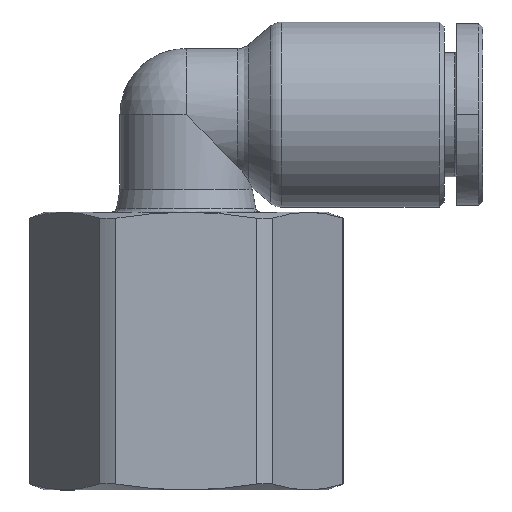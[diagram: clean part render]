
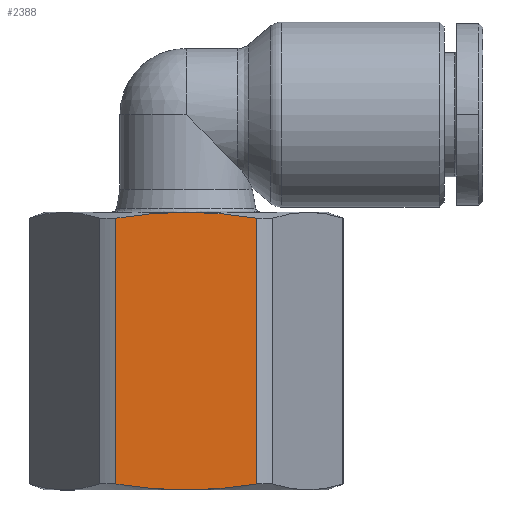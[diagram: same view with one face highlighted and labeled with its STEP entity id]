
A CAD part, front view. The second image highlights one B-rep face of the part: STEP entity #2388.
In plain terms, the highlighted planar face has unit normal (0, -1, 0).
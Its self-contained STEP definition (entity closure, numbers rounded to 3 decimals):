
#1904=CARTESIAN_POINT('',(-1.257,-8.5,-22.336));
#1905=VERTEX_POINT('',#1904);
#1921=CARTESIAN_POINT('',(-1.257,-8.5,-6.264));
#1922=VERTEX_POINT('',#1921);
#1930=CARTESIAN_POINT('',(-1.257,-8.5,-22.336));
#1931=DIRECTION('',(0.0,0.0,1.0));
#1932=VECTOR('',#1931,16.072);
#1933=LINE('',#1930,#1932);
#1934=EDGE_CURVE('',#1905,#1922,#1933,.T.);
#1944=CARTESIAN_POINT('',(-9.743,-8.5,-22.336));
#1945=VERTEX_POINT('',#1944);
#1955=CARTESIAN_POINT('',(-9.743,-8.5,-6.264));
#1956=VERTEX_POINT('',#1955);
#1957=CARTESIAN_POINT('',(-9.743,-8.5,-6.264));
#1958=DIRECTION('',(0.0,0.0,-1.0));
#1959=VECTOR('',#1958,16.072);
#1960=LINE('',#1957,#1959);
#1961=EDGE_CURVE('',#1956,#1945,#1960,.T.);
#2229=CARTESIAN_POINT('',(-5.5,-8.5,-5.9));
#2230=VERTEX_POINT('',#2229);
#2231=CARTESIAN_POINT('',(-5.5,-8.5,-5.9));
#2232=CARTESIAN_POINT('',(-7.503,-8.5,-5.9));
#2233=CARTESIAN_POINT('',(-9.743,-8.5,-6.264));
#2241=(BOUNDED_CURVE()B_SPLINE_CURVE(2,(#2231,#2232,#2233),.UNSPECIFIED.,.F.,.U.)B_SPLINE_CURVE_WITH_KNOTS((3,3),(15.042,20.473),.UNSPECIFIED.)CURVE()GEOMETRIC_REPRESENTATION_ITEM()RATIONAL_B_SPLINE_CURVE((1.0,1.081,1.103))REPRESENTATION_ITEM(''));
#2242=EDGE_CURVE('',#2230,#1956,#2241,.T.);
#2333=CARTESIAN_POINT('',(-1.257,-8.5,-6.264));
#2334=CARTESIAN_POINT('',(-3.497,-8.5,-5.9));
#2335=CARTESIAN_POINT('',(-5.5,-8.5,-5.9));
#2343=(BOUNDED_CURVE()B_SPLINE_CURVE(2,(#2333,#2334,#2335),.UNSPECIFIED.,.F.,.U.)B_SPLINE_CURVE_WITH_KNOTS((3,3),(9.611,15.042),.UNSPECIFIED.)CURVE()GEOMETRIC_REPRESENTATION_ITEM()RATIONAL_B_SPLINE_CURVE((1.103,1.081,1.0))REPRESENTATION_ITEM(''));
#2344=EDGE_CURVE('',#1922,#2230,#2343,.T.);
#2349=CARTESIAN_POINT('',(-0.593,-8.5,-22.7));
#2350=DIRECTION('',(0.0,-1.0,0.0));
#2351=DIRECTION('',(-1.0,0.0,0.0));
#2352=AXIS2_PLACEMENT_3D('',#2349,#2350,#2351);
#2353=PLANE('',#2352);
#2354=ORIENTED_EDGE('',*,*,#1961,.T.);
#2355=CARTESIAN_POINT('',(-5.5,-8.5,-22.7));
#2356=VERTEX_POINT('',#2355);
#2357=CARTESIAN_POINT('',(-9.743,-8.5,-22.336));
#2358=CARTESIAN_POINT('',(-7.503,-8.5,-22.7));
#2359=CARTESIAN_POINT('',(-5.5,-8.5,-22.7));
#2367=(BOUNDED_CURVE()B_SPLINE_CURVE(2,(#2357,#2358,#2359),.UNSPECIFIED.,.F.,.U.)B_SPLINE_CURVE_WITH_KNOTS((3,3),(8.505,13.795),.UNSPECIFIED.)CURVE()GEOMETRIC_REPRESENTATION_ITEM()RATIONAL_B_SPLINE_CURVE((1.094,1.076,1.0))REPRESENTATION_ITEM(''));
#2368=EDGE_CURVE('',#1945,#2356,#2367,.T.);
#2369=ORIENTED_EDGE('',*,*,#2368,.T.);
#2370=CARTESIAN_POINT('',(-5.5,-8.5,-22.7));
#2371=CARTESIAN_POINT('',(-3.497,-8.5,-22.7));
#2372=CARTESIAN_POINT('',(-1.257,-8.5,-22.336));
#2380=(BOUNDED_CURVE()B_SPLINE_CURVE(2,(#2370,#2371,#2372),.UNSPECIFIED.,.F.,.U.)B_SPLINE_CURVE_WITH_KNOTS((3,3),(13.795,19.084),.UNSPECIFIED.)CURVE()GEOMETRIC_REPRESENTATION_ITEM()RATIONAL_B_SPLINE_CURVE((1.0,1.076,1.094))REPRESENTATION_ITEM(''));
#2381=EDGE_CURVE('',#2356,#1905,#2380,.T.);
#2382=ORIENTED_EDGE('',*,*,#2381,.T.);
#2383=ORIENTED_EDGE('',*,*,#1934,.T.);
#2384=ORIENTED_EDGE('',*,*,#2344,.T.);
#2385=ORIENTED_EDGE('',*,*,#2242,.T.);
#2386=EDGE_LOOP('',(#2354,#2369,#2382,#2383,#2384,#2385));
#2387=FACE_OUTER_BOUND('',#2386,.T.);
#2388=ADVANCED_FACE('',(#2387),#2353,.T.);
